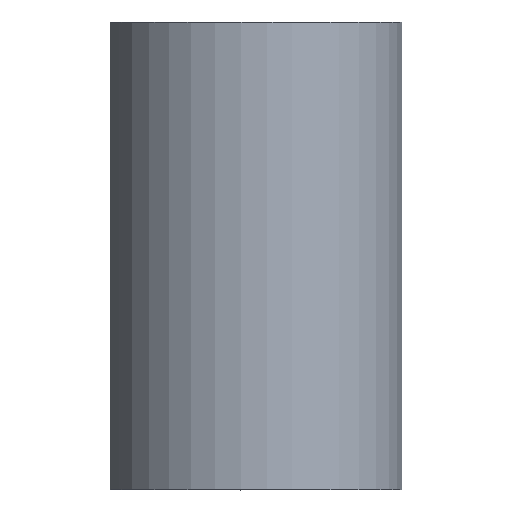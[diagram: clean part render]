
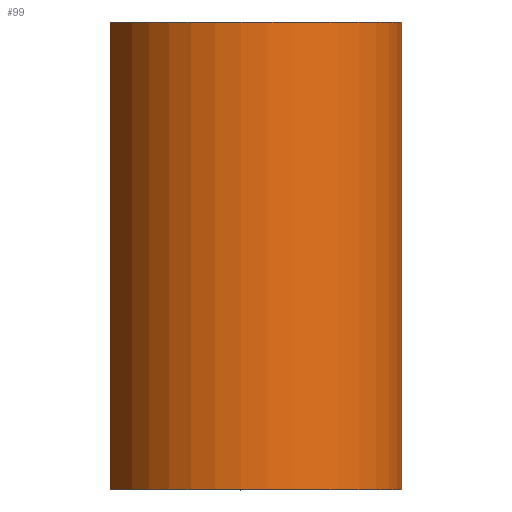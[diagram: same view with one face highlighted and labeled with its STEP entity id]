
A CAD part, top view. The second image highlights one B-rep face of the part: STEP entity #99.
In plain terms, the highlighted cylindrical face has radius 19.1 mm (diameter 38.2 mm), a partial arc.
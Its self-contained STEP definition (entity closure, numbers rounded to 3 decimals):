
#15=CIRCLE('',#129,19.1);
#16=CIRCLE('',#130,19.1);
#19=CYLINDRICAL_SURFACE('',#128,19.1);
#23=FACE_OUTER_BOUND('',#29,.T.);
#29=EDGE_LOOP('',(#77,#78,#79,#80));
#33=LINE('',#170,#41);
#37=LINE('',#179,#45);
#41=VECTOR('',#140,10.);
#45=VECTOR('',#146,10.);
#49=VERTEX_POINT('',#168);
#50=VERTEX_POINT('',#169);
#53=VERTEX_POINT('',#177);
#54=VERTEX_POINT('',#178);
#57=EDGE_CURVE('',#49,#50,#33,.T.);
#61=EDGE_CURVE('',#53,#54,#37,.T.);
#65=EDGE_CURVE('',#50,#53,#15,.T.);
#66=EDGE_CURVE('',#49,#54,#16,.T.);
#77=ORIENTED_EDGE('',*,*,#57,.T.);
#78=ORIENTED_EDGE('',*,*,#65,.T.);
#79=ORIENTED_EDGE('',*,*,#61,.T.);
#80=ORIENTED_EDGE('',*,*,#66,.F.);
#99=ADVANCED_FACE('',(#23),#19,.T.);
#128=AXIS2_PLACEMENT_3D('',#185,#150,#151);
#129=AXIS2_PLACEMENT_3D('',#186,#152,#153);
#130=AXIS2_PLACEMENT_3D('',#187,#154,#155);
#140=DIRECTION('',(0.,-1.,0.));
#146=DIRECTION('',(0.,1.,0.));
#150=DIRECTION('center_axis',(0.,1.,0.));
#151=DIRECTION('ref_axis',(1.,0.,0.));
#152=DIRECTION('center_axis',(0.,1.,0.));
#153=DIRECTION('ref_axis',(-1.,0.,0.));
#154=DIRECTION('center_axis',(0.,1.,0.));
#155=DIRECTION('ref_axis',(-1.,0.,0.));
#168=CARTESIAN_POINT('',(-18.434,60.,5.));
#169=CARTESIAN_POINT('',(-18.434,0.,5.));
#170=CARTESIAN_POINT('',(-18.434,0.,5.));
#177=CARTESIAN_POINT('',(-18.434,0.,-5.));
#178=CARTESIAN_POINT('',(-18.434,60.,-5.));
#179=CARTESIAN_POINT('',(-18.434,0.,-5.));
#185=CARTESIAN_POINT('Origin',(0.,0.,0.));
#186=CARTESIAN_POINT('Origin',(0.,0.,0.));
#187=CARTESIAN_POINT('Origin',(0.,60.,0.));
